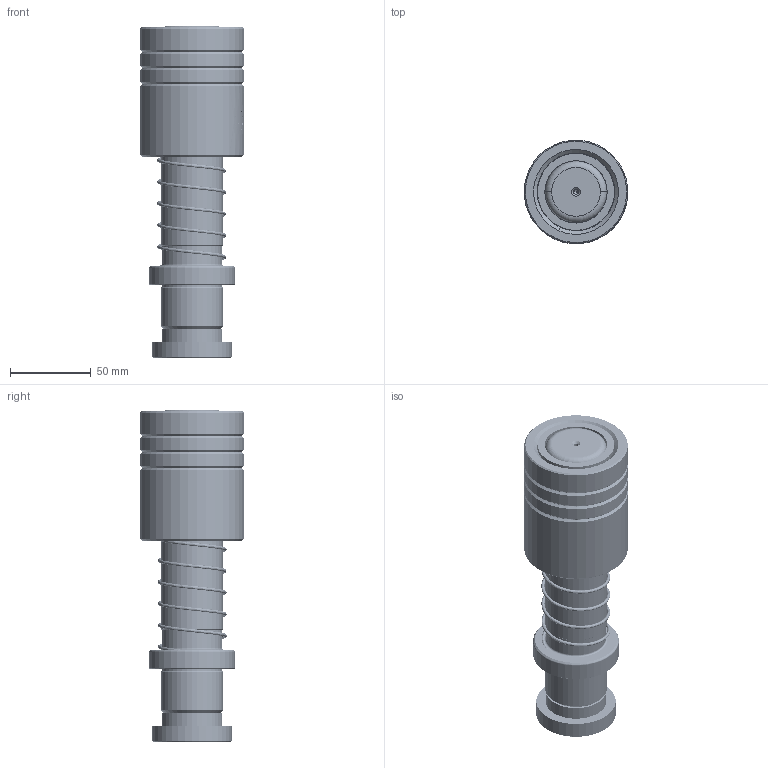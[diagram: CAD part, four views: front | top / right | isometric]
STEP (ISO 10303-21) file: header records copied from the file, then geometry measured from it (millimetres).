
FILE_DESCRIPTION (( 'STEP AP214' ), '1' );
FILE_NAME ('HBSH(HBJH)-D38-L160(BL-80).STEP', '2021-08-16T01:35:49', ( '' ), ( '' ), 'SwSTEP 2.0', 'SolidWorks 2016', '' );
FILE_SCHEMA (( 'AUTOMOTIVE_DESIGN' ));
Length unit declared in the file: millimetre
Products named in the file (268): BALL-D5; HWP-D42.5-d38.5-L80; DRP-D38-L160; DRP蹟簽D38; HBSH(HBJH)-D38-L160(BL-80); TBB-D64-d48-L80; BSH-47.5-38.5-75; BSH-D47.5-38.5-L75郪蚾
Assembly tree (262 placements, depth 3):
  BALL-D5
  BALL-D5
  BALL-D5
  BALL-D5
  BALL-D5
Bounding box: 63.85 x 63.85 x 205 mm (x, y, z)
Volume: 396044.6 mm3; surface area: 129556.1 mm2
Topology: 258 solids, 258 shells, 1156 faces, 4937 edges, 3274 vertices
Faces by surface type: sphere 1012, cylinder 42, cone 40, torus 24, plane 24, bspline 14
Entity records: 55529 total; most frequent: CARTESIAN_POINT 33940, ORIENTED_EDGE 3784, DIRECTION 3276, EDGE_CURVE 1892, AXIS2_PLACEMENT_3D 1580, VERTEX_POINT 1238, EDGE_LOOP 1150, B_SPLINE_CURVE_WITH_KNOTS 1105
